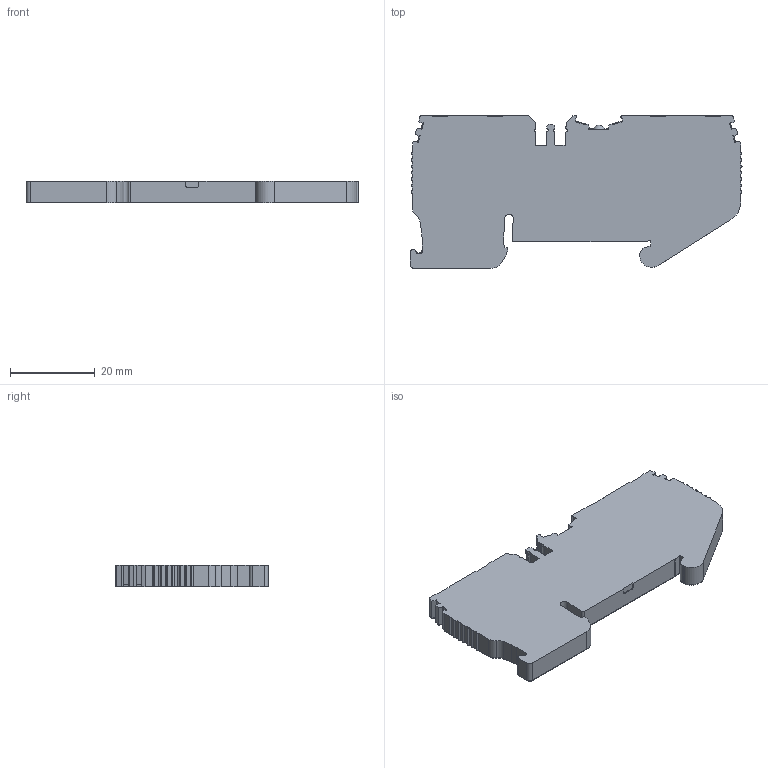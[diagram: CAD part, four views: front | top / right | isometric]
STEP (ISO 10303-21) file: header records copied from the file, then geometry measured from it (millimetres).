
FILE_DESCRIPTION (( 'STEP AP203' ), '1' );
FILE_NAME ('KN-P25CLD220-25.step', '2025-04-29T14:09:56', ( '' ), ( '' ), 'SwSTEP 2.0', 'SolidWorks 2024', '' );
FILE_SCHEMA (( 'CONFIG_CONTROL_DESIGN' ));
Length unit declared in the file: millimetre
Products named in the file (1): KN-P25CLD220-25
Bounding box: 78.36 x 36.07 x 5.15 mm (x, y, z)
Volume: 11975.1 mm3; surface area: 6220.8 mm2
Topology: 1 solids, 1 shells, 740 faces, 2121 edges, 1385 vertices
Faces by surface type: plane 381, cylinder 291, bspline 51, torus 8, cone 8, sphere 1
Entity records: 24960 total; most frequent: CARTESIAN_POINT 5643, ORIENTED_EDGE 4204, DIRECTION 3910, EDGE_CURVE 2102, VERTEX_POINT 1383, LINE 1348, VECTOR 1348, AXIS2_PLACEMENT_3D 1281
